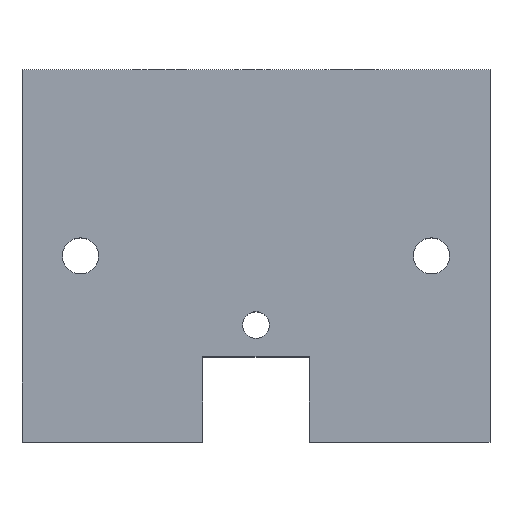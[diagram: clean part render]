
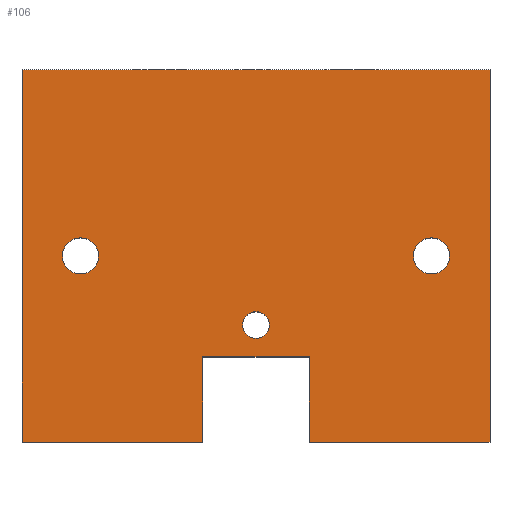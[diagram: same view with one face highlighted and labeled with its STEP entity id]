
A CAD part, top view. The second image highlights one B-rep face of the part: STEP entity #106.
In plain terms, the highlighted planar face has unit normal (0, 0, 1).
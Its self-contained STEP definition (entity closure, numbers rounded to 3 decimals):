
#106=ADVANCED_FACE('',(#204,#205,#206,#207),#208,.T.);
#204=FACE_BOUND('',#309,.T.);
#205=FACE_BOUND('',#310,.T.);
#206=FACE_BOUND('',#311,.T.);
#207=FACE_OUTER_BOUND('',#312,.T.);
#208=PLANE('',#313);
#309=EDGE_LOOP('',(#507));
#310=EDGE_LOOP('',(#508));
#311=EDGE_LOOP('',(#509));
#312=EDGE_LOOP('',(#510,#511,#512,#513,#514,#515,#516,#517));
#313=AXIS2_PLACEMENT_3D('',#518,#519,#520);
#507=ORIENTED_EDGE('',*,*,#565,.T.);
#508=ORIENTED_EDGE('',*,*,#567,.F.);
#509=ORIENTED_EDGE('',*,*,#570,.F.);
#510=ORIENTED_EDGE('',*,*,#539,.T.);
#511=ORIENTED_EDGE('',*,*,#564,.T.);
#512=ORIENTED_EDGE('',*,*,#562,.T.);
#513=ORIENTED_EDGE('',*,*,#559,.T.);
#514=ORIENTED_EDGE('',*,*,#543,.T.);
#515=ORIENTED_EDGE('',*,*,#555,.T.);
#516=ORIENTED_EDGE('',*,*,#552,.T.);
#517=ORIENTED_EDGE('',*,*,#547,.T.);
#518=CARTESIAN_POINT('',(22.0,35.0,5.0));
#519=DIRECTION('',(0.0,-0.0,1.0));
#520=DIRECTION('',(0.0,1.0,0.0));
#539=EDGE_CURVE('',#602,#600,#603,.T.);
#543=EDGE_CURVE('',#609,#610,#611,.T.);
#547=EDGE_CURVE('',#617,#602,#618,.T.);
#552=EDGE_CURVE('',#626,#617,#627,.T.);
#555=EDGE_CURVE('',#610,#626,#631,.T.);
#559=EDGE_CURVE('',#634,#609,#637,.T.);
#562=EDGE_CURVE('',#639,#634,#642,.T.);
#564=EDGE_CURVE('',#600,#639,#644,.T.);
#565=EDGE_CURVE('',#645,#645,#646,.T.);
#567=EDGE_CURVE('',#649,#649,#650,.T.);
#570=EDGE_CURVE('',#655,#655,#656,.T.);
#600=VERTEX_POINT('',#699);
#602=VERTEX_POINT('',#702);
#603=LINE('',#703,#704);
#609=VERTEX_POINT('',#711);
#610=VERTEX_POINT('',#712);
#611=LINE('',#713,#714);
#617=VERTEX_POINT('',#723);
#618=LINE('',#724,#725);
#626=VERTEX_POINT('',#735);
#627=LINE('',#736,#737);
#631=LINE('',#743,#744);
#634=VERTEX_POINT('',#748);
#637=LINE('',#753,#754);
#639=VERTEX_POINT('',#756);
#642=LINE('',#761,#762);
#644=LINE('',#765,#766);
#645=VERTEX_POINT('',#767);
#646=CIRCLE('',#768,1.25);
#649=VERTEX_POINT('',#771);
#650=CIRCLE('',#772,1.7);
#655=VERTEX_POINT('',#777);
#656=CIRCLE('',#778,1.7);
#699=CARTESIAN_POINT('',(-5.0,0.0,5.0));
#702=CARTESIAN_POINT('',(-22.0,0.0,5.0));
#703=CARTESIAN_POINT('',(-22.0,0.0,5.0));
#704=VECTOR('',#824,1.0);
#711=CARTESIAN_POINT('',(5.0,0.0,5.0));
#712=CARTESIAN_POINT('',(22.0,0.0,5.0));
#713=CARTESIAN_POINT('',(-22.0,0.0,5.0));
#714=VECTOR('',#832,1.0);
#723=CARTESIAN_POINT('',(-22.0,35.0,5.0));
#724=CARTESIAN_POINT('',(-22.0,35.0,5.0));
#725=VECTOR('',#836,1.0);
#735=CARTESIAN_POINT('',(22.0,35.0,5.0));
#736=CARTESIAN_POINT('',(22.0,35.0,5.0));
#737=VECTOR('',#845,1.0);
#743=CARTESIAN_POINT('',(22.0,0.0,5.0));
#744=VECTOR('',#848,1.0);
#748=CARTESIAN_POINT('',(5.0,8.0,5.0));
#753=CARTESIAN_POINT('',(5.0,35.0,5.0));
#754=VECTOR('',#852,1.0);
#756=CARTESIAN_POINT('',(-5.0,8.0,5.0));
#761=CARTESIAN_POINT('',(22.0,8.0,5.0));
#762=VECTOR('',#855,1.0);
#765=CARTESIAN_POINT('',(-5.0,35.0,5.0));
#766=VECTOR('',#857,1.0);
#767=CARTESIAN_POINT('',(1.25,11.0,5.0));
#768=AXIS2_PLACEMENT_3D('',#858,#859,#860);
#771=CARTESIAN_POINT('',(18.2,17.5,5.0));
#772=AXIS2_PLACEMENT_3D('',#864,#865,#866);
#777=CARTESIAN_POINT('',(-14.8,17.5,5.0));
#778=AXIS2_PLACEMENT_3D('',#873,#874,#875);
#824=DIRECTION('',(1.0,0.0,0.0));
#832=DIRECTION('',(1.0,0.0,0.0));
#836=DIRECTION('',(0.,-1.0,0.0));
#845=DIRECTION('',(-1.0,0.0,0.0));
#848=DIRECTION('',(0.,1.0,0.0));
#852=DIRECTION('',(0.,-1.0,0.0));
#855=DIRECTION('',(1.0,0.0,0.0));
#857=DIRECTION('',(0.,1.0,0.0));
#858=CARTESIAN_POINT('',(0.0,11.0,5.0));
#859=DIRECTION('',(0.0,0.0,-1.0));
#860=DIRECTION('',(1.0,0.0,0.0));
#864=CARTESIAN_POINT('',(16.5,17.5,5.0));
#865=DIRECTION('',(0.0,0.0,1.0));
#866=DIRECTION('',(1.0,0.0,0.0));
#873=CARTESIAN_POINT('',(-16.5,17.5,5.0));
#874=DIRECTION('',(0.0,0.0,1.0));
#875=DIRECTION('',(1.0,0.0,0.0));
